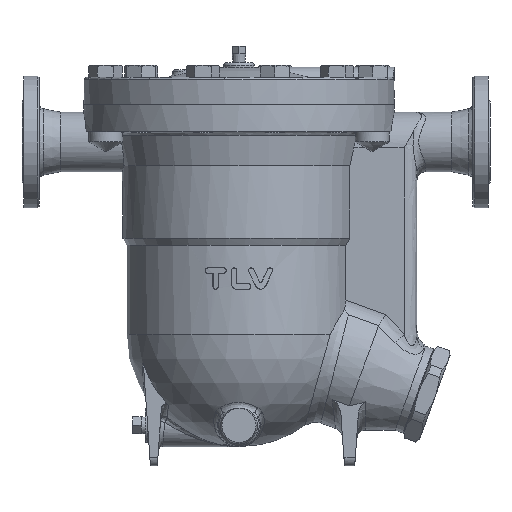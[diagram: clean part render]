
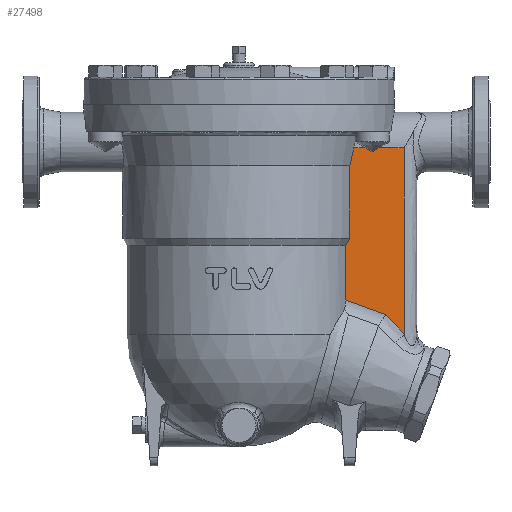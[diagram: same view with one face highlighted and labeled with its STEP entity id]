
A CAD part, front view. The second image highlights one B-rep face of the part: STEP entity #27498.
In plain terms, the highlighted planar face has unit normal (0, -1, 0).
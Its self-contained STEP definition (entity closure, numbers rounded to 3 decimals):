
#19504=CARTESIAN_POINT('',(194.,-42.0,-51.));
#19505=VERTEX_POINT('',#19504);
#19519=CARTESIAN_POINT('',(194.,-42.0,-269.88));
#19520=VERTEX_POINT('',#19519);
#19521=CARTESIAN_POINT('',(194.,-42.0,-51.));
#19522=DIRECTION('',(0.0,0.0,-1.0));
#19523=VECTOR('',#19522,218.88);
#19524=LINE('',#19521,#19523);
#19525=EDGE_CURVE('',#19505,#19520,#19524,.T.);
#20013=CARTESIAN_POINT('',(164.325,-42.0,-51.));
#20014=VERTEX_POINT('',#20013);
#20025=CARTESIAN_POINT('',(194.,-42.0,-51.));
#20026=DIRECTION('',(-1.0,0.0,0.0));
#20027=VECTOR('',#20026,29.675);
#20028=LINE('',#20025,#20027);
#20029=EDGE_CURVE('',#19505,#20014,#20028,.T.);
#20093=CARTESIAN_POINT('',(148.574,-42.0,-51.));
#20094=VERTEX_POINT('',#20093);
#20107=CARTESIAN_POINT('',(164.325,-42.,-51.));
#20108=CARTESIAN_POINT('',(161.346,-42.,-52.72));
#20109=CARTESIAN_POINT('',(158.898,-42.,-54.133));
#20110=CARTESIAN_POINT('',(157.53,-42.,-54.922));
#20111=CARTESIAN_POINT('',(156.827,-42.,-55.326));
#20112=CARTESIAN_POINT('',(156.546,-42.,-55.48));
#20113=CARTESIAN_POINT('',(156.441,-42.,-55.509));
#20114=CARTESIAN_POINT('',(156.325,-42.,-55.465));
#20115=CARTESIAN_POINT('',(156.026,-42.,-55.299));
#20116=CARTESIAN_POINT('',(155.144,-42.,-54.792));
#20117=CARTESIAN_POINT('',(152.512,-42.,-53.273));
#20118=CARTESIAN_POINT('',(148.574,-42.,-51.));
#20126=(BOUNDED_CURVE()B_SPLINE_CURVE(2,(#20107,#20108,#20109,#20110,#20111,#20112,#20113,#20114,#20115,#20116,#20117,#20118),.UNSPECIFIED.,.F.,.U.)B_SPLINE_CURVE_WITH_KNOTS((3,1,1,1,1,1,1,1,1,1,3),(0.0,0.011,0.029,0.082,0.239,0.67,1.248,1.597,1.743,1.796,1.814),.UNSPECIFIED.)CURVE()GEOMETRIC_REPRESENTATION_ITEM()RATIONAL_B_SPLINE_CURVE((1.0,1.599,3.145,6.845,17.186,40.609,54.863,36.01,15.639,5.737,1.98,1.0))REPRESENTATION_ITEM(''));
#20127=EDGE_CURVE('',#20014,#20094,#20126,.T.);
#20285=CARTESIAN_POINT('',(130.403,-42.0,-72.));
#20286=VERTEX_POINT('',#20285);
#20294=CARTESIAN_POINT('',(134.809,-42.0,-51.));
#20295=VERTEX_POINT('',#20294);
#20296=CARTESIAN_POINT('',(130.403,-42.0,-72.));
#20297=CARTESIAN_POINT('',(132.573,-42.0,-61.674));
#20298=CARTESIAN_POINT('',(134.809,-42.0,-51.));
#20306=(BOUNDED_CURVE()B_SPLINE_CURVE(2,(#20296,#20297,#20298),.UNSPECIFIED.,.F.,.U.)B_SPLINE_CURVE_WITH_KNOTS((3,3),(0.,2.146),.UNSPECIFIED.)CURVE()GEOMETRIC_REPRESENTATION_ITEM()RATIONAL_B_SPLINE_CURVE((1.,1.,1.0))REPRESENTATION_ITEM(''));
#20307=EDGE_CURVE('',#20286,#20295,#20306,.T.);
#20396=CARTESIAN_POINT('',(148.574,-42.0,-51.));
#20397=DIRECTION('',(-1.0,0.0,0.0));
#20398=VECTOR('',#20397,13.765);
#20399=LINE('',#20396,#20398);
#20400=EDGE_CURVE('',#20094,#20295,#20399,.T.);
#26689=CARTESIAN_POINT('',(125.14,-42.0,-229.652));
#26690=VERTEX_POINT('',#26689);
#26704=CARTESIAN_POINT('',(125.14,-42.0,-165.66));
#26705=VERTEX_POINT('',#26704);
#26706=CARTESIAN_POINT('',(125.14,-42.0,-229.652));
#26707=DIRECTION('',(0.0,0.0,1.0));
#26708=VECTOR('',#26707,63.992);
#26709=LINE('',#26706,#26708);
#26710=EDGE_CURVE('',#26690,#26705,#26709,.T.);
#26837=CARTESIAN_POINT('',(172.452,-42.,-246.872));
#26838=VERTEX_POINT('',#26837);
#26839=CARTESIAN_POINT('',(194.,-42.,-269.88));
#26840=CARTESIAN_POINT('',(191.002,-42.,-266.52));
#26841=CARTESIAN_POINT('',(183.907,-42.,-258.768));
#26842=CARTESIAN_POINT('',(176.643,-42.,-251.174));
#26843=CARTESIAN_POINT('',(172.452,-42.,-246.872));
#26844=B_SPLINE_CURVE_WITH_KNOTS('',3,(#26839,#26840,#26841,#26842,#26843),.UNSPECIFIED.,.F.,.U.,(4,1,4),(0.0,1.351,3.152),.UNSPECIFIED.);
#26845=EDGE_CURVE('',#19520,#26838,#26844,.T.);
#26885=CARTESIAN_POINT('',(172.452,-42.,-246.872));
#26886=DIRECTION('',(-0.94,0.,0.342));
#26887=VECTOR('',#26886,50.348);
#26888=LINE('',#26885,#26887);
#26889=EDGE_CURVE('',#26838,#26690,#26888,.T.);
#27462=CARTESIAN_POINT('',(209.,-42.0,-51.));
#27463=DIRECTION('',(0.0,-1.0,0.0));
#27464=DIRECTION('',(0.0,0.0,-1.0));
#27465=AXIS2_PLACEMENT_3D('',#27462,#27463,#27464);
#27466=PLANE('',#27465);
#27467=ORIENTED_EDGE('',*,*,#20127,.T.);
#27468=ORIENTED_EDGE('',*,*,#20400,.T.);
#27469=ORIENTED_EDGE('',*,*,#20307,.F.);
#27470=CARTESIAN_POINT('',(130.403,-42.0,-157.));
#27471=VERTEX_POINT('',#27470);
#27472=CARTESIAN_POINT('',(130.403,-42.0,-157.));
#27473=DIRECTION('',(0.0,0.0,1.0));
#27474=VECTOR('',#27473,85.);
#27475=LINE('',#27472,#27474);
#27476=EDGE_CURVE('',#27471,#20286,#27475,.T.);
#27477=ORIENTED_EDGE('',*,*,#27476,.F.);
#27478=CARTESIAN_POINT('',(125.14,-42.0,-165.66));
#27479=CARTESIAN_POINT('',(127.723,-42.,-161.419));
#27480=CARTESIAN_POINT('',(130.403,-42.,-157.));
#27488=(BOUNDED_CURVE()B_SPLINE_CURVE(2,(#27478,#27479,#27480),.UNSPECIFIED.,.F.,.U.)B_SPLINE_CURVE_WITH_KNOTS((3,3),(0.0,1.013),.UNSPECIFIED.)CURVE()GEOMETRIC_REPRESENTATION_ITEM()RATIONAL_B_SPLINE_CURVE((1.0,1.,1.0))REPRESENTATION_ITEM(''));
#27489=EDGE_CURVE('',#26705,#27471,#27488,.T.);
#27490=ORIENTED_EDGE('',*,*,#27489,.F.);
#27491=ORIENTED_EDGE('',*,*,#26710,.F.);
#27492=ORIENTED_EDGE('',*,*,#26889,.F.);
#27493=ORIENTED_EDGE('',*,*,#26845,.F.);
#27494=ORIENTED_EDGE('',*,*,#19525,.F.);
#27495=ORIENTED_EDGE('',*,*,#20029,.T.);
#27496=EDGE_LOOP('',(#27467,#27468,#27469,#27477,#27490,#27491,#27492,#27493,#27494,#27495));
#27497=FACE_OUTER_BOUND('',#27496,.T.);
#27498=ADVANCED_FACE('',(#27497),#27466,.T.);
